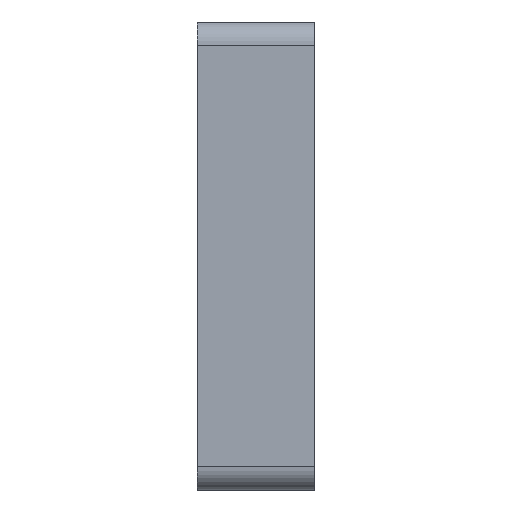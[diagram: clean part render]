
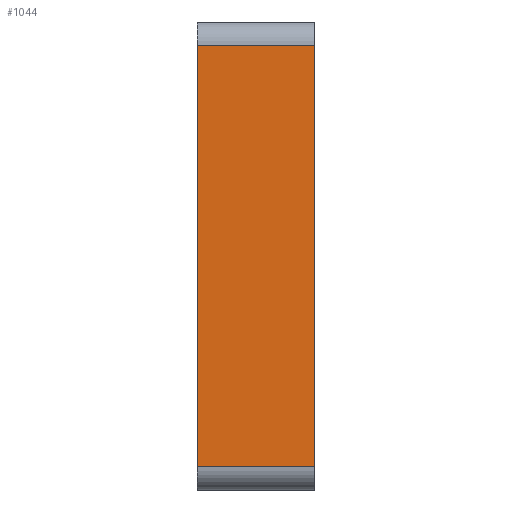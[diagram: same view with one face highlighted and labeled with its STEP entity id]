
A CAD part, left-side view. The second image highlights one B-rep face of the part: STEP entity #1044.
In plain terms, the highlighted planar face has unit normal (-1, 0, 0).
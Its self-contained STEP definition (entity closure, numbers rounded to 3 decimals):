
#27 = DIRECTION ( 'NONE',  ( 0., 1., 0. ) ) ;
#56 = EDGE_CURVE ( 'NONE', #753, #1181, #217, .T. ) ;
#85 = ORIENTED_EDGE ( 'NONE', *, *, #56, .F. ) ;
#90 = ORIENTED_EDGE ( 'NONE', *, *, #1297, .T. ) ;
#94 = EDGE_CURVE ( 'NONE', #1140, #753, #653, .T. ) ;
#217 = LINE ( 'NONE', #1372, #559 ) ;
#230 = CARTESIAN_POINT ( 'NONE',  ( -50., 5., 20. ) ) ;
#333 = ORIENTED_EDGE ( 'NONE', *, *, #1270, .F. ) ;
#396 = CARTESIAN_POINT ( 'NONE',  ( -50., 0., 20. ) ) ;
#413 = LINE ( 'NONE', #954, #1358 ) ;
#432 = CARTESIAN_POINT ( 'NONE',  ( -50., 0., 1. ) ) ;
#437 = AXIS2_PLACEMENT_3D ( 'NONE', #1506, #778, #1027 ) ;
#559 = VECTOR ( 'NONE', #27, 1000. ) ;
#632 = VECTOR ( 'NONE', #1501, 1000. ) ;
#653 = LINE ( 'NONE', #396, #632 ) ;
#656 = PLANE ( 'NONE',  #437 ) ;
#753 = VERTEX_POINT ( 'NONE', #432 ) ;
#778 = DIRECTION ( 'NONE',  ( 1., 0., 0. ) ) ;
#812 = LINE ( 'NONE', #230, #1058 ) ;
#822 = DIRECTION ( 'NONE',  ( 0., 0., -1. ) ) ;
#954 = CARTESIAN_POINT ( 'NONE',  ( -50., 0., 19. ) ) ;
#963 = ORIENTED_EDGE ( 'NONE', *, *, #94, .F. ) ;
#1027 = DIRECTION ( 'NONE',  ( 0., 0., -1. ) ) ;
#1044 = ADVANCED_FACE ( 'NONE', ( #1536 ), #656, .F. ) ;
#1045 = CARTESIAN_POINT ( 'NONE',  ( -50., 5., 1. ) ) ;
#1058 = VECTOR ( 'NONE', #822, 1000. ) ;
#1140 = VERTEX_POINT ( 'NONE', #1170 ) ;
#1170 = CARTESIAN_POINT ( 'NONE',  ( -50., 0., 19. ) ) ;
#1181 = VERTEX_POINT ( 'NONE', #1045 ) ;
#1216 = CARTESIAN_POINT ( 'NONE',  ( -50., 5., 19. ) ) ;
#1270 = EDGE_CURVE ( 'NONE', #1351, #1140, #413, .T. ) ;
#1297 = EDGE_CURVE ( 'NONE', #1351, #1181, #812, .T. ) ;
#1327 = DIRECTION ( 'NONE',  ( 0., -1., 0. ) ) ;
#1351 = VERTEX_POINT ( 'NONE', #1216 ) ;
#1358 = VECTOR ( 'NONE', #1327, 1000. ) ;
#1372 = CARTESIAN_POINT ( 'NONE',  ( -50., 0., 1. ) ) ;
#1396 = EDGE_LOOP ( 'NONE', ( #333, #90, #85, #963 ) ) ;
#1501 = DIRECTION ( 'NONE',  ( 0., 0., -1. ) ) ;
#1506 = CARTESIAN_POINT ( 'NONE',  ( -50., 0., 20. ) ) ;
#1536 = FACE_OUTER_BOUND ( 'NONE', #1396, .T. ) ;
